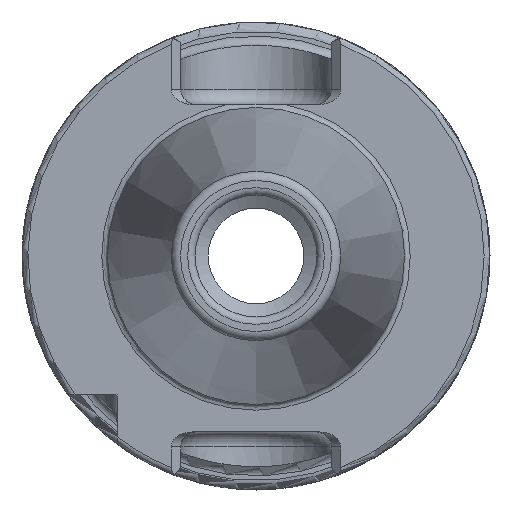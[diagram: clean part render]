
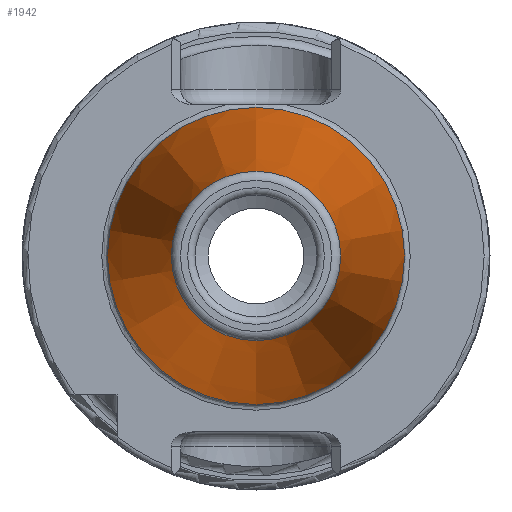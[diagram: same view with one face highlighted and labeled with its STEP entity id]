
A CAD part, left-side view. The second image highlights one B-rep face of the part: STEP entity #1942.
In plain terms, the highlighted conical face has half-angle 8.297 degrees and reference radius 15.875 mm.
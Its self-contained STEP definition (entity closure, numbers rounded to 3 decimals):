
#218 = AXIS2_PLACEMENT_3D ( 'NONE', #1506, #2603, #2258 ) ;
#415 = CARTESIAN_POINT ( 'NONE',  ( 0., 0., 15.875 ) ) ;
#834 = VERTEX_POINT ( 'NONE', #2185 ) ;
#1046 = DIRECTION ( 'NONE',  ( -1., 0., 0. ) ) ;
#1506 = CARTESIAN_POINT ( 'NONE',  ( 0., 0., 0. ) ) ;
#1742 = DIRECTION ( 'NONE',  ( 0., 0., 1. ) ) ;
#1798 = CARTESIAN_POINT ( 'NONE',  ( 0., 0., 0. ) ) ;
#1838 = CIRCLE ( 'NONE', #4053, 9.051 ) ;
#1942 = ADVANCED_FACE ( 'NONE', ( #3122, #4300 ), #2383, .T. ) ;
#2153 = ORIENTED_EDGE ( 'NONE', *, *, #2821, .T. ) ;
#2185 = CARTESIAN_POINT ( 'NONE',  ( -46.794, 0., 9.051 ) ) ;
#2258 = DIRECTION ( 'NONE',  ( 0., 0., -1. ) ) ;
#2383 = CONICAL_SURFACE ( 'NONE', #218, 15.875, 0.145 ) ;
#2469 = CIRCLE ( 'NONE', #4567, 15.875 ) ;
#2557 = EDGE_LOOP ( 'NONE', ( #2153 ) ) ;
#2603 = DIRECTION ( 'NONE',  ( 1., 0., 0. ) ) ;
#2750 = VERTEX_POINT ( 'NONE', #415 ) ;
#2821 = EDGE_CURVE ( 'NONE', #2750, #2750, #2469, .T. ) ;
#3122 = FACE_BOUND ( 'NONE', #4532, .T. ) ;
#3874 = CARTESIAN_POINT ( 'NONE',  ( -46.794, 0., 0. ) ) ;
#4053 = AXIS2_PLACEMENT_3D ( 'NONE', #3874, #1046, #1742 ) ;
#4300 = FACE_OUTER_BOUND ( 'NONE', #2557, .T. ) ;
#4353 = DIRECTION ( 'NONE',  ( 0., 0., 1. ) ) ;
#4372 = DIRECTION ( 'NONE',  ( -1., 0., 0. ) ) ;
#4475 = ORIENTED_EDGE ( 'NONE', *, *, #4514, .F. ) ;
#4514 = EDGE_CURVE ( 'NONE', #834, #834, #1838, .T. ) ;
#4532 = EDGE_LOOP ( 'NONE', ( #4475 ) ) ;
#4567 = AXIS2_PLACEMENT_3D ( 'NONE', #1798, #4372, #4353 ) ;
